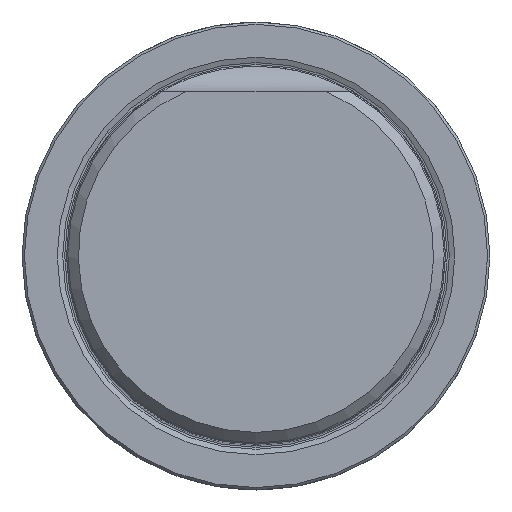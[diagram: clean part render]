
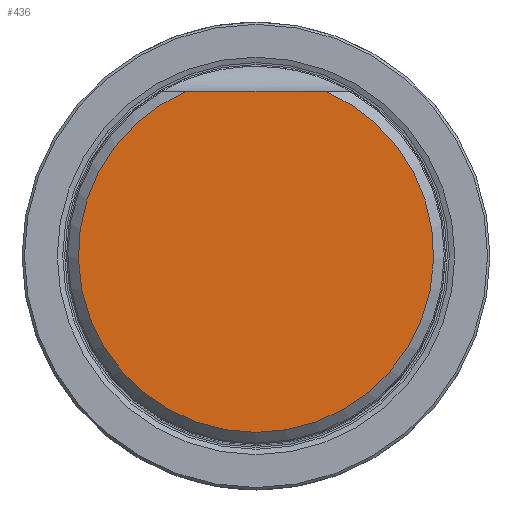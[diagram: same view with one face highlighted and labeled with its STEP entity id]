
A CAD part, top view. The second image highlights one B-rep face of the part: STEP entity #436.
In plain terms, the highlighted planar face has unit normal (0, 0, 1).
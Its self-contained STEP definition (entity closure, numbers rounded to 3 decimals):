
#202=PLANE('',#4519);
#436=ADVANCED_FACE('CU_SU_1',(#732),#202,.F.);
#732=FACE_OUTER_BOUND('',#964,.T.);
#964=EDGE_LOOP('',(#2145,#2146));
#1230=CIRCLE('',#4518,14.996);
#1359=LINE('',#7119,#1580);
#1580=VECTOR('',#5127,1.);
#2145=ORIENTED_EDGE('',*,*,#3736,.F.);
#2146=ORIENTED_EDGE('',*,*,#3737,.F.);
#3305=VERTEX_POINT('',#7117);
#3306=VERTEX_POINT('',#7118);
#3736=EDGE_CURVE('',#3305,#3306,#1230,.T.);
#3737=EDGE_CURVE('',#3306,#3305,#1359,.T.);
#4518=AXIS2_PLACEMENT_3D('',#7116,#5125,#5126);
#4519=AXIS2_PLACEMENT_3D('',#7120,#5128,#5129);
#5125=DIRECTION('',(0.,0.,-1.));
#5126=DIRECTION('',(0.,-1.,0.));
#5127=DIRECTION('',(1.,0.,0.));
#5128=DIRECTION('',(0.,0.,-1.));
#5129=DIRECTION('',(0.,-1.,0.));
#7116=CARTESIAN_POINT('',(0.,0.,60.));
#7117=CARTESIAN_POINT('',(5.859,13.804,60.));
#7118=CARTESIAN_POINT('',(-5.859,13.804,60.));
#7119=CARTESIAN_POINT('',(-15.996,13.804,60.));
#7120=CARTESIAN_POINT('',(0.,0.,60.));
